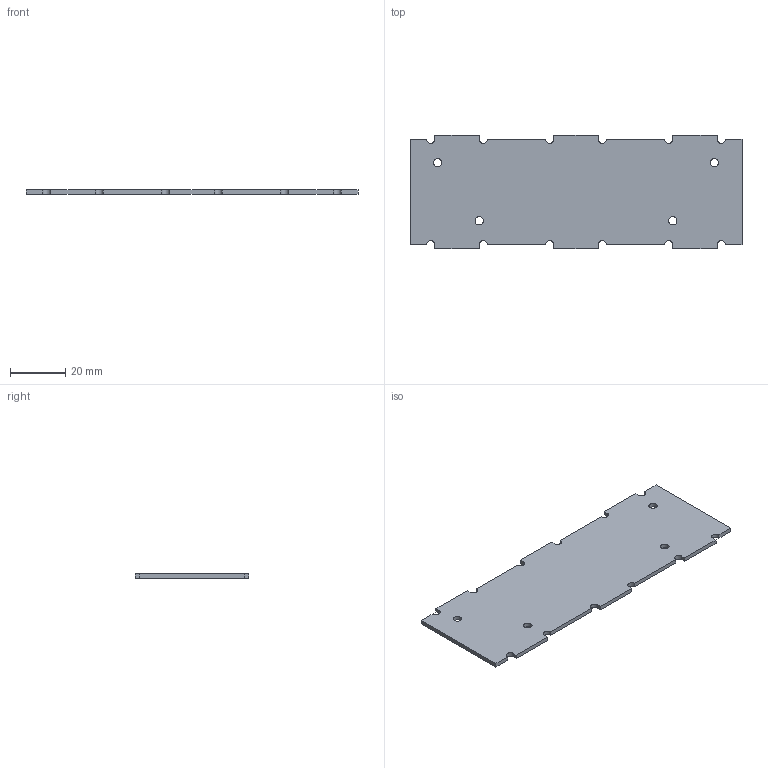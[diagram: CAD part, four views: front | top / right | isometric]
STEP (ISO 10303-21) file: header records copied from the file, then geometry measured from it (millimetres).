
FILE_DESCRIPTION(/* description */ (''),/* implementation_level */ '2;1');
FILE_NAME(/* name */ 'Landing Gear Base Plate.stp',/* time_stamp */ '2014-06-10T20:10:26-04:00',/* author */ (''),/* organization */ (''),/* preprocessor_version */ 'ST-DEVELOPER v11',/* originating_system */ 'SIEMENS PLM Software NX 7.5',/* authorisation */ '');
FILE_SCHEMA (('CONFIG_CONTROL_DESIGN'));
Length unit declared in the file: millimetre
Products named in the file (1): Gear4396z9os
Bounding box: 120 x 41.15 x 1.52 mm (x, y, z)
Volume: 7083 mm3; surface area: 9893.8 mm2
Topology: 1 solids, 1 shells, 46 faces, 136 edges, 92 vertices
Faces by surface type: plane 30, cylinder 16
Full cylindrical faces by diameter (mm): 3 x4
Entity records: 1590 total; most frequent: CARTESIAN_POINT 263, ORIENTED_EDGE 256, DIRECTION 254, EDGE_CURVE 128, LINE 96, VECTOR 96, VERTEX_POINT 88, AXIS2_PLACEMENT_3D 79
